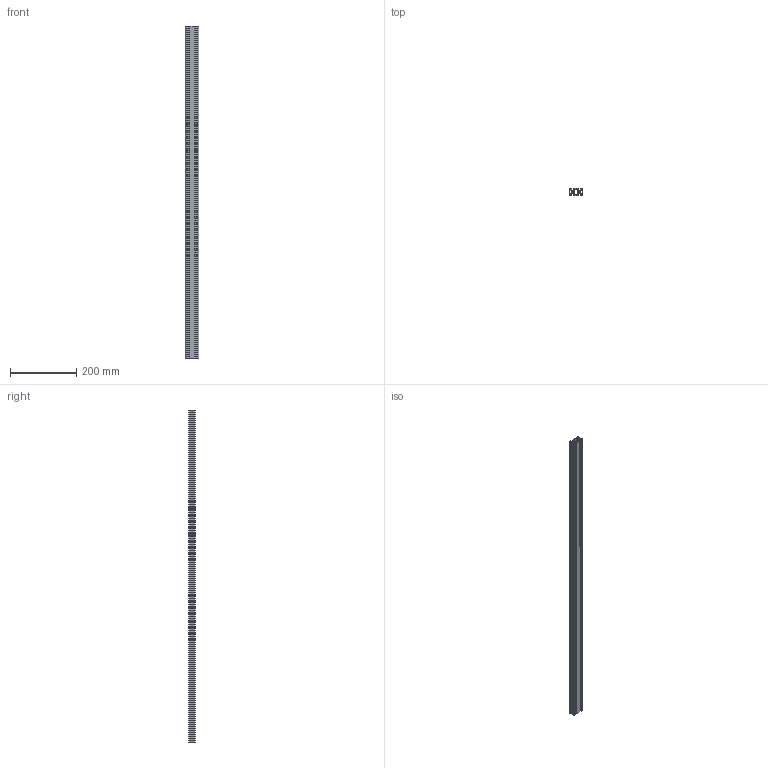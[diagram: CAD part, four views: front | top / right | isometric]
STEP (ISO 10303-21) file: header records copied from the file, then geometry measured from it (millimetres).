
FILE_DESCRIPTION((''),'2;1');
FILE_NAME('P20x40_N5_I.stp','2012-11-27T16:25:29',('Schwarz'),(''),'Autodesk Inventor 2009','Autodesk Inventor 2009','');
FILE_SCHEMA(('AUTOMOTIVE_DESIGN { 1 0 10303 214 1 1 1 1 }'));
Length unit declared in the file: millimetre
Products named in the file (1): P20x40_N5_I
Bounding box: 40 x 20 x 1000 mm (x, y, z)
Volume: 328825.3 mm3; surface area: 305752.8 mm2
Topology: 1 solids, 1 shells, 120 faces, 354 edges, 236 vertices
Faces by surface type: cylinder 60, plane 60
Full cylindrical faces by diameter (mm): 4.3 x2
Entity records: 4066 total; most frequent: DIRECTION 714, CARTESIAN_POINT 709, ORIENTED_EDGE 704, EDGE_CURVE 352, AXIS2_PLACEMENT_3D 241, VERTEX_POINT 236, VECTOR 232, LINE 232
